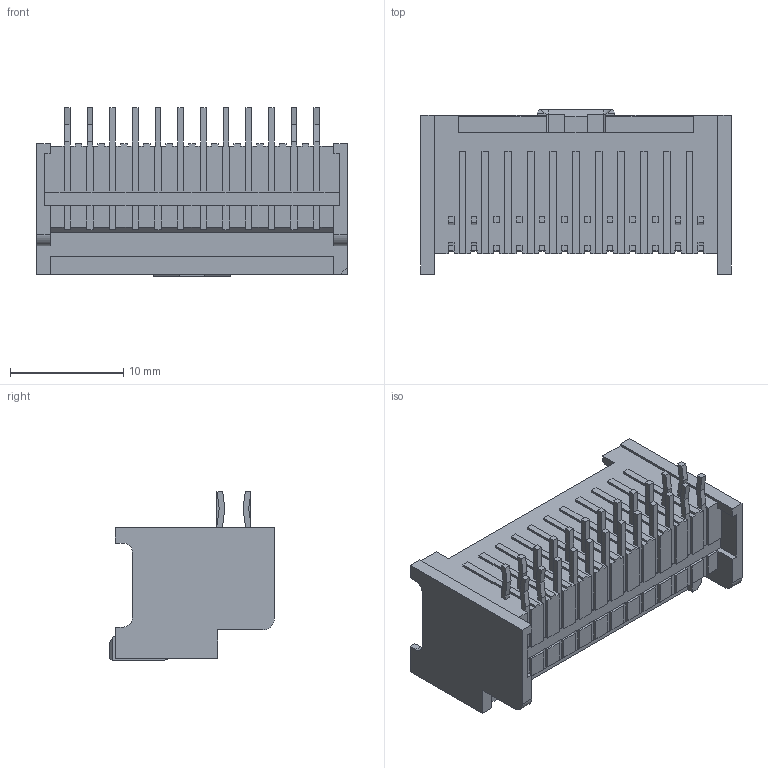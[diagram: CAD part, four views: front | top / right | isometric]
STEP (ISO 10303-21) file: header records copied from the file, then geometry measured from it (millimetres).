
FILE_DESCRIPTION((''),'2;1');
FILE_NAME('559592430','2017-02-16T',('ghp'),(''),'PRO/ENGINEER BY PARAMETRIC TECHNOLOGY CORPORATION, 2012310','PRO/ENGINEER BY PARAMETRIC TECHNOLOGY CORPORATION, 2012310','');
FILE_SCHEMA(('CONFIG_CONTROL_DESIGN'));
Length unit declared in the file: millimetre
Products named in the file (1): 559592430
Bounding box: 27.4 x 14.5 x 14.9 mm (x, y, z)
Volume: 1903.3 mm3; surface area: 2539.4 mm2
Topology: 1 solids, 1 shells, 635 faces, 1772 edges, 1173 vertices
Faces by surface type: plane 613, cylinder 12, cone 10
Entity records: 19911 total; most frequent: CARTESIAN_POINT 3530, ORIENTED_EDGE 3442, DIRECTION 3126, EDGE_CURVE 1721, VECTOR 1690, LINE 1690, VERTEX_POINT 1122, AXIS2_PLACEMENT_3D 718
